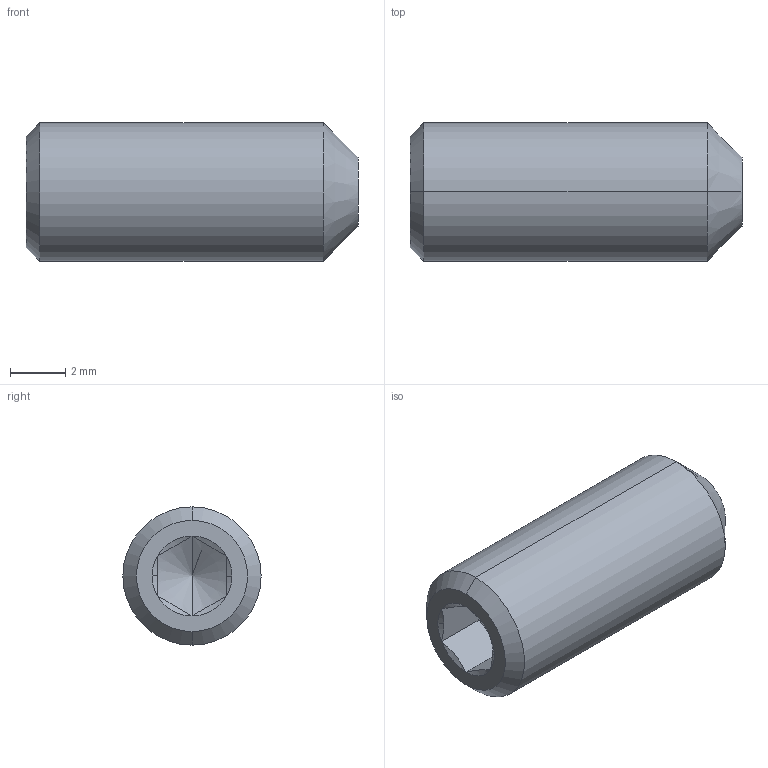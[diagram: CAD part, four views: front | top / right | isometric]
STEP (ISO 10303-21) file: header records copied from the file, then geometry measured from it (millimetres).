
FILE_DESCRIPTION(('HOOPS Exchange Step'),'2;1');
FILE_NAME('export-42F8F4AE-C599-427A-B6ED-049DD965EE24.stp','2024-07-06T15:56:37+02:00',('Engineering'),('Alibre'),'HOOPS Exchange 2023.0','Alibre','Unknown authorisation');
FILE_SCHEMA( ('AP242_MANAGED_MODEL_BASED_3D_ENGINEERING_MIM_LF {1 0 10303 442 1 1 4 }') );
Length unit declared in the file: millimetre
Products named in the file (1): 1376 M5x12 DIN 916 Steel Hexagon socket set screw with point
Bounding box: 12 x 5 x 5 mm (x, y, z)
Volume: 204.1 mm3; surface area: 240.1 mm2
Topology: 1 solids, 1 shells, 26 faces, 54 edges, 28 vertices
Faces by surface type: cone 16, plane 8, cylinder 2
Entity records: 695 total; most frequent: CARTESIAN_POINT 134, DIRECTION 116, ORIENTED_EDGE 100, EDGE_CURVE 50, AXIS2_PLACEMENT_3D 46, VERTEX_POINT 28, EDGE_LOOP 28, FACE_BOUND 28
